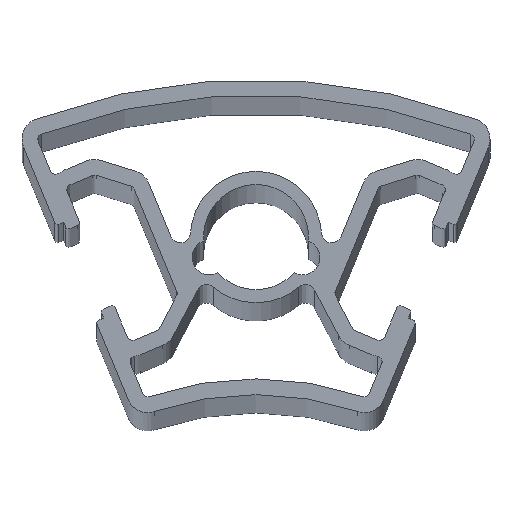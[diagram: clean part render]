
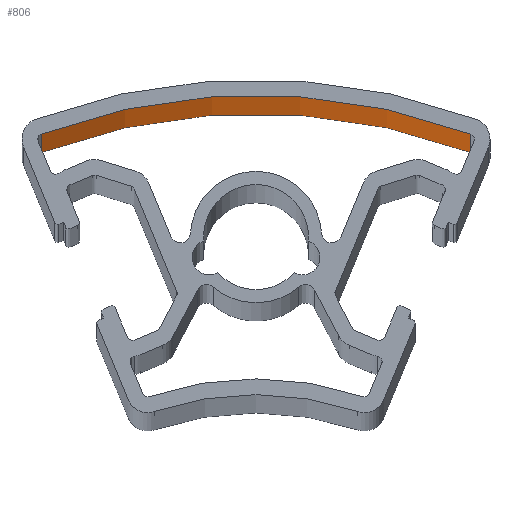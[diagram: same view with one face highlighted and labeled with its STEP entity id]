
A CAD part, top view. The second image highlights one B-rep face of the part: STEP entity #806.
In plain terms, the highlighted cylindrical face has radius 58.344 mm (diameter 116.688 mm), a partial arc.
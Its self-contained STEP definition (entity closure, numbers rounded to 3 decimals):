
#156 = EDGE_CURVE ( 'NONE', #528, #1060, #3289, .T. ) ;
#528 = VERTEX_POINT ( 'NONE', #737 ) ;
#585 = ORIENTED_EDGE ( 'NONE', *, *, #2762, .T. ) ;
#605 = EDGE_CURVE ( 'NONE', #528, #3603, #1046, .T. ) ;
#671 = LINE ( 'NONE', #1936, #3481 ) ;
#692 = DIRECTION ( 'NONE',  ( 0., 0., 1. ) ) ;
#709 = CIRCLE ( 'NONE', #1246, 58.344 ) ;
#737 = CARTESIAN_POINT ( 'NONE',  ( 20.45, 54.643, 0. ) ) ;
#765 = CARTESIAN_POINT ( 'NONE',  ( -20.45, 54.643, 1000. ) ) ;
#801 = CARTESIAN_POINT ( 'NONE',  ( -20.45, 54.643, 0. ) ) ;
#806 = ADVANCED_FACE ( 'NONE', ( #1566 ), #3551, .F. ) ;
#908 = DIRECTION ( 'NONE',  ( 1., 0., 0. ) ) ;
#960 = DIRECTION ( 'NONE',  ( 1., 0., 0. ) ) ;
#1046 = CIRCLE ( 'NONE', #3103, 58.344 ) ;
#1060 = VERTEX_POINT ( 'NONE', #2062 ) ;
#1085 = CARTESIAN_POINT ( 'NONE',  ( 0., 0., 0. ) ) ;
#1126 = AXIS2_PLACEMENT_3D ( 'NONE', #1643, #692, #960 ) ;
#1246 = AXIS2_PLACEMENT_3D ( 'NONE', #1826, #2425, #908 ) ;
#1363 = VERTEX_POINT ( 'NONE', #765 ) ;
#1480 = ORIENTED_EDGE ( 'NONE', *, *, #156, .T. ) ;
#1566 = FACE_OUTER_BOUND ( 'NONE', #1605, .T. ) ;
#1605 = EDGE_LOOP ( 'NONE', ( #585, #3590, #3193, #1480 ) ) ;
#1643 = CARTESIAN_POINT ( 'NONE',  ( 0., 0., 0. ) ) ;
#1719 = DIRECTION ( 'NONE',  ( 0., 0., 1. ) ) ;
#1826 = CARTESIAN_POINT ( 'NONE',  ( 0., 0., 1000. ) ) ;
#1852 = VECTOR ( 'NONE', #1719, 1000. ) ;
#1936 = CARTESIAN_POINT ( 'NONE',  ( -20.45, 54.643, 0. ) ) ;
#2031 = CARTESIAN_POINT ( 'NONE',  ( 20.45, 54.643, 0. ) ) ;
#2062 = CARTESIAN_POINT ( 'NONE',  ( 20.45, 54.643, 1000. ) ) ;
#2351 = DIRECTION ( 'NONE',  ( 0., 0., 1. ) ) ;
#2425 = DIRECTION ( 'NONE',  ( 0., 0., 1. ) ) ;
#2574 = EDGE_CURVE ( 'NONE', #3603, #1363, #671, .T. ) ;
#2762 = EDGE_CURVE ( 'NONE', #1060, #1363, #709, .T. ) ;
#3103 = AXIS2_PLACEMENT_3D ( 'NONE', #1085, #2351, #3618 ) ;
#3193 = ORIENTED_EDGE ( 'NONE', *, *, #605, .F. ) ;
#3234 = DIRECTION ( 'NONE',  ( 0., 0., 1. ) ) ;
#3289 = LINE ( 'NONE', #2031, #1852 ) ;
#3481 = VECTOR ( 'NONE', #3234, 1000. ) ;
#3551 = CYLINDRICAL_SURFACE ( 'NONE', #1126, 58.344 ) ;
#3590 = ORIENTED_EDGE ( 'NONE', *, *, #2574, .F. ) ;
#3603 = VERTEX_POINT ( 'NONE', #801 ) ;
#3618 = DIRECTION ( 'NONE',  ( 1., 0., 0. ) ) ;
